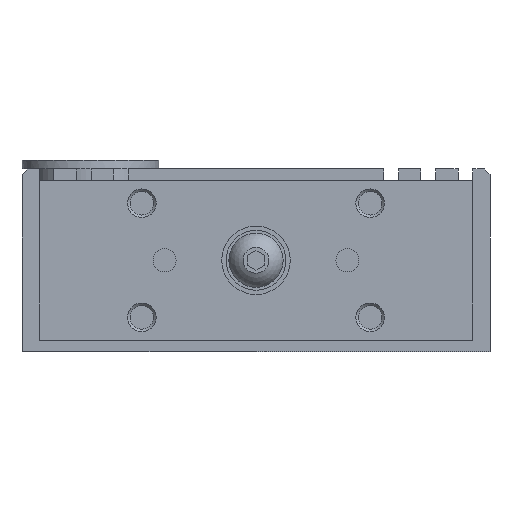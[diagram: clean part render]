
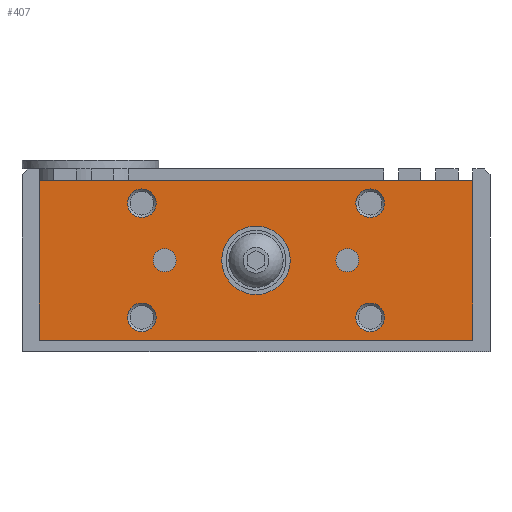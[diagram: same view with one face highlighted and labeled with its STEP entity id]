
A CAD part, left-side view. The second image highlights one B-rep face of the part: STEP entity #407.
In plain terms, the highlighted planar face has unit normal (-1, 0, 0).
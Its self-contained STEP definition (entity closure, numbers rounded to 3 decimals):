
#407 = ADVANCED_FACE( '', ( #979, #980, #981, #982, #983, #984, #985, #986 ), #987, .F. );
#979 = FACE_BOUND( '', #1753, .T. );
#980 = FACE_BOUND( '', #1754, .T. );
#981 = FACE_BOUND( '', #1755, .T. );
#982 = FACE_BOUND( '', #1756, .T. );
#983 = FACE_BOUND( '', #1757, .T. );
#984 = FACE_BOUND( '', #1758, .T. );
#985 = FACE_BOUND( '', #1759, .T. );
#986 = FACE_OUTER_BOUND( '', #1760, .T. );
#987 = PLANE( '', #1761 );
#1753 = EDGE_LOOP( '', ( #2920 ) );
#1754 = EDGE_LOOP( '', ( #2921 ) );
#1755 = EDGE_LOOP( '', ( #2922 ) );
#1756 = EDGE_LOOP( '', ( #2923 ) );
#1757 = EDGE_LOOP( '', ( #2924 ) );
#1758 = EDGE_LOOP( '', ( #2925 ) );
#1759 = EDGE_LOOP( '', ( #2926 ) );
#1760 = EDGE_LOOP( '', ( #2927, #2928, #2929, #2930 ) );
#1761 = AXIS2_PLACEMENT_3D( '', #2931, #2932, #2933 );
#2920 = ORIENTED_EDGE( '', *, *, #4217, .F. );
#2921 = ORIENTED_EDGE( '', *, *, #4215, .T. );
#2922 = ORIENTED_EDGE( '', *, *, #4218, .T. );
#2923 = ORIENTED_EDGE( '', *, *, #4219, .F. );
#2924 = ORIENTED_EDGE( '', *, *, #4220, .F. );
#2925 = ORIENTED_EDGE( '', *, *, #4154, .T. );
#2926 = ORIENTED_EDGE( '', *, *, #3930, .T. );
#2927 = ORIENTED_EDGE( '', *, *, #3927, .F. );
#2928 = ORIENTED_EDGE( '', *, *, #4221, .F. );
#2929 = ORIENTED_EDGE( '', *, *, #4222, .F. );
#2930 = ORIENTED_EDGE( '', *, *, #4081, .F. );
#2931 = CARTESIAN_POINT( '', ( -61., 38., 30. ) );
#2932 = DIRECTION( '', ( 1., 0., 0. ) );
#2933 = DIRECTION( '', ( 0., 0., 1. ) );
#3927 = EDGE_CURVE( '', #4599, #4601, #4602, .T. );
#3930 = EDGE_CURVE( '', #4605, #4605, #4606, .T. );
#4081 = EDGE_CURVE( '', #4601, #4859, #4860, .T. );
#4154 = EDGE_CURVE( '', #4963, #4963, #4964, .T. );
#4215 = EDGE_CURVE( '', #5056, #5056, #5057, .T. );
#4217 = EDGE_CURVE( '', #5059, #5059, #5060, .T. );
#4218 = EDGE_CURVE( '', #5061, #5061, #5062, .T. );
#4219 = EDGE_CURVE( '', #5063, #5063, #5064, .T. );
#4220 = EDGE_CURVE( '', #5065, #5065, #5066, .T. );
#4221 = EDGE_CURVE( '', #5067, #4599, #5068, .T. );
#4222 = EDGE_CURVE( '', #4859, #5067, #5069, .T. );
#4599 = VERTEX_POINT( '', #5541 );
#4601 = VERTEX_POINT( '', #5544 );
#4602 = LINE( '', #5545, #5546 );
#4605 = VERTEX_POINT( '', #5550 );
#4606 = CIRCLE( '', #5551, 6. );
#4859 = VERTEX_POINT( '', #5888 );
#4860 = LINE( '', #5889, #5890 );
#4963 = VERTEX_POINT( '', #6051 );
#4964 = CIRCLE( '', #6052, 2.5 );
#5056 = VERTEX_POINT( '', #6173 );
#5057 = CIRCLE( '', #6174, 2.01 );
#5059 = VERTEX_POINT( '', #6176 );
#5060 = CIRCLE( '', #6177, 2.01 );
#5061 = VERTEX_POINT( '', #6178 );
#5062 = CIRCLE( '', #6179, 2.5 );
#5063 = VERTEX_POINT( '', #6180 );
#5064 = CIRCLE( '', #6181, 2.5 );
#5065 = VERTEX_POINT( '', #6182 );
#5066 = CIRCLE( '', #6183, 2.5 );
#5067 = VERTEX_POINT( '', #6184 );
#5068 = LINE( '', #6185, #6186 );
#5069 = LINE( '', #6187, #6188 );
#5541 = CARTESIAN_POINT( '', ( -61., 38., 2. ) );
#5544 = CARTESIAN_POINT( '', ( -61., 38., 30. ) );
#5545 = CARTESIAN_POINT( '', ( -61., 38., 2. ) );
#5546 = VECTOR( '', #6791, 1000. );
#5550 = CARTESIAN_POINT( '', ( -61., 6., 16. ) );
#5551 = AXIS2_PLACEMENT_3D( '', #6793, #6794, #6795 );
#5888 = CARTESIAN_POINT( '', ( -61., -38., 30. ) );
#5889 = CARTESIAN_POINT( '', ( -61., 38., 30. ) );
#5890 = VECTOR( '', #7021, 1000. );
#6051 = CARTESIAN_POINT( '', ( -61., -17.5, 26. ) );
#6052 = AXIS2_PLACEMENT_3D( '', #7085, #7086, #7087 );
#6173 = CARTESIAN_POINT( '', ( -61., -13.99, 16. ) );
#6174 = AXIS2_PLACEMENT_3D( '', #7165, #7166, #7167 );
#6176 = CARTESIAN_POINT( '', ( -61., 13.99, 16. ) );
#6177 = AXIS2_PLACEMENT_3D( '', #7168, #7169, #7170 );
#6178 = CARTESIAN_POINT( '', ( -61., 17.5, 6. ) );
#6179 = AXIS2_PLACEMENT_3D( '', #7171, #7172, #7173 );
#6180 = CARTESIAN_POINT( '', ( -61., -17.5, 6. ) );
#6181 = AXIS2_PLACEMENT_3D( '', #7174, #7175, #7176 );
#6182 = CARTESIAN_POINT( '', ( -61., 17.5, 26. ) );
#6183 = AXIS2_PLACEMENT_3D( '', #7177, #7178, #7179 );
#6184 = CARTESIAN_POINT( '', ( -61., -38., 2. ) );
#6185 = CARTESIAN_POINT( '', ( -61., -38., 2. ) );
#6186 = VECTOR( '', #7180, 1000. );
#6187 = CARTESIAN_POINT( '', ( -61., -38., 30. ) );
#6188 = VECTOR( '', #7181, 1000. );
#6791 = DIRECTION( '', ( 0., 0., 1. ) );
#6793 = CARTESIAN_POINT( '', ( -61., 0., 16. ) );
#6794 = DIRECTION( '', ( 1., 0., 0. ) );
#6795 = DIRECTION( '', ( 0., 1., 0. ) );
#7021 = DIRECTION( '', ( 0., -1., 0. ) );
#7085 = CARTESIAN_POINT( '', ( -61., -20., 26. ) );
#7086 = DIRECTION( '', ( 1., 0., 0. ) );
#7087 = DIRECTION( '', ( 0., 1., 0. ) );
#7165 = CARTESIAN_POINT( '', ( -61., -16., 16. ) );
#7166 = DIRECTION( '', ( 1., 0., 0. ) );
#7167 = DIRECTION( '', ( 0., 1., 0. ) );
#7168 = CARTESIAN_POINT( '', ( -61., 16., 16. ) );
#7169 = DIRECTION( '', ( -1., 0., 0. ) );
#7170 = DIRECTION( '', ( 0., -1., 0. ) );
#7171 = CARTESIAN_POINT( '', ( -61., 20., 6. ) );
#7172 = DIRECTION( '', ( 1., 0., 0. ) );
#7173 = DIRECTION( '', ( 0., -1., 0. ) );
#7174 = CARTESIAN_POINT( '', ( -61., -20., 6. ) );
#7175 = DIRECTION( '', ( -1., 0., 0. ) );
#7176 = DIRECTION( '', ( 0., 1., 0. ) );
#7177 = CARTESIAN_POINT( '', ( -61., 20., 26. ) );
#7178 = DIRECTION( '', ( -1., 0., 0. ) );
#7179 = DIRECTION( '', ( 0., -1., 0. ) );
#7180 = DIRECTION( '', ( 0., 1., 0. ) );
#7181 = DIRECTION( '', ( 0., 0., -1. ) );
